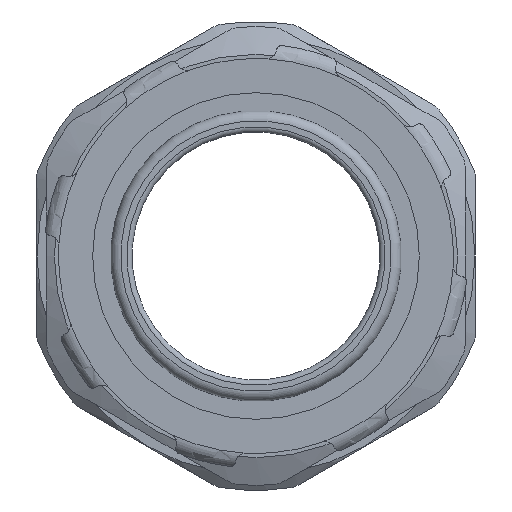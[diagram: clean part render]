
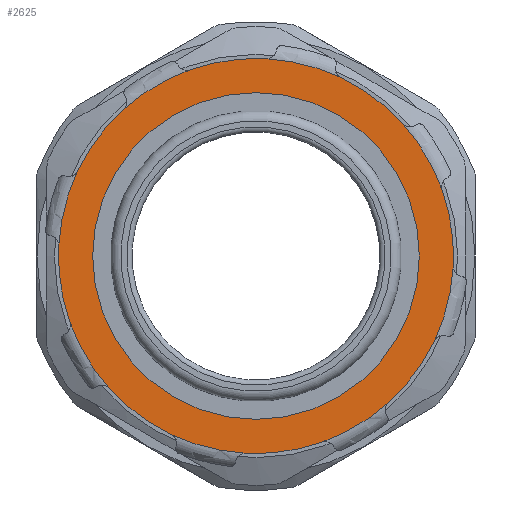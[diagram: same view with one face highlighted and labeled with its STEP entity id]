
A CAD part, front view. The second image highlights one B-rep face of the part: STEP entity #2625.
In plain terms, the highlighted planar face has unit normal (0, -1, 0).
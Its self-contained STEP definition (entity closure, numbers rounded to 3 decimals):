
#703=FACE_BOUND('',#901,.T.);
#743=FACE_OUTER_BOUND('',#900,.T.);
#900=EDGE_LOOP('',(#1967,#1968,#1969,#1970,#1971,#1972,#1973,#1974,#1975,
#1976,#1977,#1978,#1979,#1980,#1981,#1982));
#901=EDGE_LOOP('',(#1983));
#1060=CIRCLE('',#2843,19.35);
#1061=CIRCLE('',#2844,19.35);
#1062=CIRCLE('',#2845,19.35);
#1063=CIRCLE('',#2846,19.35);
#1064=CIRCLE('',#2847,19.35);
#1065=CIRCLE('',#2848,19.35);
#1066=CIRCLE('',#2849,19.35);
#1067=CIRCLE('',#2850,19.35);
#1068=CIRCLE('',#2851,19.35);
#1069=CIRCLE('',#2852,19.35);
#1070=CIRCLE('',#2853,19.35);
#1071=CIRCLE('',#2854,19.35);
#1072=CIRCLE('',#2855,19.35);
#1073=CIRCLE('',#2856,19.35);
#1074=CIRCLE('',#2857,19.35);
#1075=CIRCLE('',#2858,19.35);
#1076=CIRCLE('',#2859,16.);
#1198=VERTEX_POINT('',#4021);
#1199=VERTEX_POINT('',#4022);
#1200=VERTEX_POINT('',#4024);
#1201=VERTEX_POINT('',#4026);
#1202=VERTEX_POINT('',#4028);
#1203=VERTEX_POINT('',#4030);
#1204=VERTEX_POINT('',#4032);
#1205=VERTEX_POINT('',#4034);
#1206=VERTEX_POINT('',#4036);
#1207=VERTEX_POINT('',#4038);
#1208=VERTEX_POINT('',#4040);
#1209=VERTEX_POINT('',#4042);
#1210=VERTEX_POINT('',#4044);
#1211=VERTEX_POINT('',#4046);
#1212=VERTEX_POINT('',#4048);
#1213=VERTEX_POINT('',#4050);
#1214=VERTEX_POINT('',#4053);
#1481=EDGE_CURVE('',#1198,#1199,#1060,.T.);
#1482=EDGE_CURVE('',#1199,#1200,#1061,.T.);
#1483=EDGE_CURVE('',#1200,#1201,#1062,.T.);
#1484=EDGE_CURVE('',#1201,#1202,#1063,.T.);
#1485=EDGE_CURVE('',#1202,#1203,#1064,.T.);
#1486=EDGE_CURVE('',#1203,#1204,#1065,.T.);
#1487=EDGE_CURVE('',#1204,#1205,#1066,.T.);
#1488=EDGE_CURVE('',#1205,#1206,#1067,.T.);
#1489=EDGE_CURVE('',#1206,#1207,#1068,.T.);
#1490=EDGE_CURVE('',#1207,#1208,#1069,.T.);
#1491=EDGE_CURVE('',#1208,#1209,#1070,.T.);
#1492=EDGE_CURVE('',#1209,#1210,#1071,.T.);
#1493=EDGE_CURVE('',#1210,#1211,#1072,.T.);
#1494=EDGE_CURVE('',#1211,#1212,#1073,.T.);
#1495=EDGE_CURVE('',#1212,#1213,#1074,.T.);
#1496=EDGE_CURVE('',#1213,#1198,#1075,.T.);
#1497=EDGE_CURVE('',#1214,#1214,#1076,.T.);
#1967=ORIENTED_EDGE('',*,*,#1481,.T.);
#1968=ORIENTED_EDGE('',*,*,#1482,.T.);
#1969=ORIENTED_EDGE('',*,*,#1483,.T.);
#1970=ORIENTED_EDGE('',*,*,#1484,.T.);
#1971=ORIENTED_EDGE('',*,*,#1485,.T.);
#1972=ORIENTED_EDGE('',*,*,#1486,.T.);
#1973=ORIENTED_EDGE('',*,*,#1487,.T.);
#1974=ORIENTED_EDGE('',*,*,#1488,.T.);
#1975=ORIENTED_EDGE('',*,*,#1489,.T.);
#1976=ORIENTED_EDGE('',*,*,#1490,.T.);
#1977=ORIENTED_EDGE('',*,*,#1491,.T.);
#1978=ORIENTED_EDGE('',*,*,#1492,.T.);
#1979=ORIENTED_EDGE('',*,*,#1493,.T.);
#1980=ORIENTED_EDGE('',*,*,#1494,.T.);
#1981=ORIENTED_EDGE('',*,*,#1495,.T.);
#1982=ORIENTED_EDGE('',*,*,#1496,.T.);
#1983=ORIENTED_EDGE('',*,*,#1497,.F.);
#2563=PLANE('',#2842);
#2625=ADVANCED_FACE('',(#743,#703),#2563,.T.);
#2842=AXIS2_PLACEMENT_3D('',#4020,#3206,#3207);
#2843=AXIS2_PLACEMENT_3D('',#4023,#3208,#3209);
#2844=AXIS2_PLACEMENT_3D('',#4025,#3210,#3211);
#2845=AXIS2_PLACEMENT_3D('',#4027,#3212,#3213);
#2846=AXIS2_PLACEMENT_3D('',#4029,#3214,#3215);
#2847=AXIS2_PLACEMENT_3D('',#4031,#3216,#3217);
#2848=AXIS2_PLACEMENT_3D('',#4033,#3218,#3219);
#2849=AXIS2_PLACEMENT_3D('',#4035,#3220,#3221);
#2850=AXIS2_PLACEMENT_3D('',#4037,#3222,#3223);
#2851=AXIS2_PLACEMENT_3D('',#4039,#3224,#3225);
#2852=AXIS2_PLACEMENT_3D('',#4041,#3226,#3227);
#2853=AXIS2_PLACEMENT_3D('',#4043,#3228,#3229);
#2854=AXIS2_PLACEMENT_3D('',#4045,#3230,#3231);
#2855=AXIS2_PLACEMENT_3D('',#4047,#3232,#3233);
#2856=AXIS2_PLACEMENT_3D('',#4049,#3234,#3235);
#2857=AXIS2_PLACEMENT_3D('',#4051,#3236,#3237);
#2858=AXIS2_PLACEMENT_3D('',#4052,#3238,#3239);
#2859=AXIS2_PLACEMENT_3D('',#4054,#3240,#3241);
#3206=DIRECTION('center_axis',(0.,-1.,0.));
#3207=DIRECTION('ref_axis',(0.969,0.,-0.246));
#3208=DIRECTION('center_axis',(0.,-1.,0.));
#3209=DIRECTION('ref_axis',(0.246,0.,0.969));
#3210=DIRECTION('center_axis',(0.,-1.,0.));
#3211=DIRECTION('ref_axis',(0.246,0.,0.969));
#3212=DIRECTION('center_axis',(0.,-1.,0.));
#3213=DIRECTION('ref_axis',(0.246,0.,0.969));
#3214=DIRECTION('center_axis',(0.,-1.,0.));
#3215=DIRECTION('ref_axis',(0.246,0.,0.969));
#3216=DIRECTION('center_axis',(0.,-1.,0.));
#3217=DIRECTION('ref_axis',(0.246,0.,0.969));
#3218=DIRECTION('center_axis',(0.,-1.,0.));
#3219=DIRECTION('ref_axis',(0.246,0.,0.969));
#3220=DIRECTION('center_axis',(0.,-1.,0.));
#3221=DIRECTION('ref_axis',(0.246,0.,0.969));
#3222=DIRECTION('center_axis',(0.,-1.,0.));
#3223=DIRECTION('ref_axis',(0.246,0.,0.969));
#3224=DIRECTION('center_axis',(0.,-1.,0.));
#3225=DIRECTION('ref_axis',(0.246,0.,0.969));
#3226=DIRECTION('center_axis',(0.,-1.,0.));
#3227=DIRECTION('ref_axis',(0.246,0.,0.969));
#3228=DIRECTION('center_axis',(0.,-1.,0.));
#3229=DIRECTION('ref_axis',(0.246,0.,0.969));
#3230=DIRECTION('center_axis',(0.,-1.,0.));
#3231=DIRECTION('ref_axis',(0.246,0.,0.969));
#3232=DIRECTION('center_axis',(0.,-1.,0.));
#3233=DIRECTION('ref_axis',(0.246,0.,0.969));
#3234=DIRECTION('center_axis',(0.,-1.,0.));
#3235=DIRECTION('ref_axis',(0.246,0.,0.969));
#3236=DIRECTION('center_axis',(0.,-1.,0.));
#3237=DIRECTION('ref_axis',(0.246,0.,0.969));
#3238=DIRECTION('center_axis',(0.,-1.,0.));
#3239=DIRECTION('ref_axis',(0.246,0.,0.969));
#3240=DIRECTION('center_axis',(0.,-1.,0.));
#3241=DIRECTION('ref_axis',(-1.,0.,0.));
#4020=CARTESIAN_POINT('Origin',(0.,5.,0.));
#4021=CARTESIAN_POINT('',(17.458,5.,-8.345));
#4022=CARTESIAN_POINT('',(19.326,5.,-0.971));
#4023=CARTESIAN_POINT('Origin',(0.,5.,0.));
#4024=CARTESIAN_POINT('',(18.245,5.,6.444));
#4025=CARTESIAN_POINT('Origin',(0.,5.,0.));
#4026=CARTESIAN_POINT('',(14.352,5.,12.979));
#4027=CARTESIAN_POINT('Origin',(0.,5.,0.));
#4028=CARTESIAN_POINT('',(8.345,5.,17.458));
#4029=CARTESIAN_POINT('Origin',(0.,5.,0.));
#4030=CARTESIAN_POINT('',(0.971,5.,19.326));
#4031=CARTESIAN_POINT('Origin',(0.,5.,0.));
#4032=CARTESIAN_POINT('',(-6.444,5.,18.245));
#4033=CARTESIAN_POINT('Origin',(0.,5.,0.));
#4034=CARTESIAN_POINT('',(-12.979,5.,14.352));
#4035=CARTESIAN_POINT('Origin',(0.,5.,0.));
#4036=CARTESIAN_POINT('',(-17.458,5.,8.345));
#4037=CARTESIAN_POINT('Origin',(0.,5.,0.));
#4038=CARTESIAN_POINT('',(-19.326,5.,0.971));
#4039=CARTESIAN_POINT('Origin',(0.,5.,0.));
#4040=CARTESIAN_POINT('',(-18.245,5.,-6.444));
#4041=CARTESIAN_POINT('Origin',(0.,5.,0.));
#4042=CARTESIAN_POINT('',(-14.352,5.,-12.979));
#4043=CARTESIAN_POINT('Origin',(0.,5.,0.));
#4044=CARTESIAN_POINT('',(-8.345,5.,-17.458));
#4045=CARTESIAN_POINT('Origin',(0.,5.,0.));
#4046=CARTESIAN_POINT('',(-0.971,5.,-19.326));
#4047=CARTESIAN_POINT('Origin',(0.,5.,0.));
#4048=CARTESIAN_POINT('',(6.444,5.,-18.245));
#4049=CARTESIAN_POINT('Origin',(0.,5.,0.));
#4050=CARTESIAN_POINT('',(12.979,5.,-14.352));
#4051=CARTESIAN_POINT('Origin',(0.,5.,0.));
#4052=CARTESIAN_POINT('Origin',(0.,5.,0.));
#4053=CARTESIAN_POINT('',(16.,5.,0.));
#4054=CARTESIAN_POINT('Origin',(0.,5.,0.));
